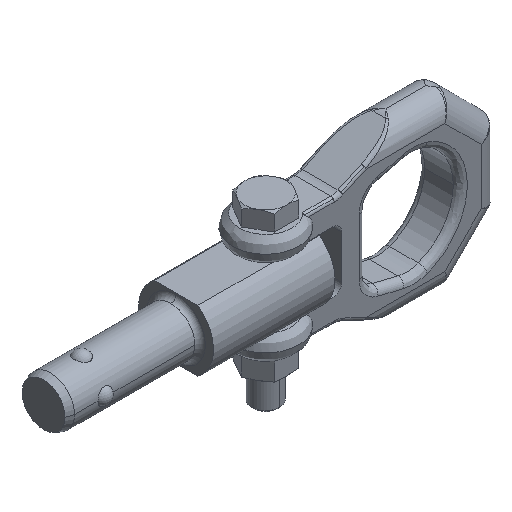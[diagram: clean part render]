
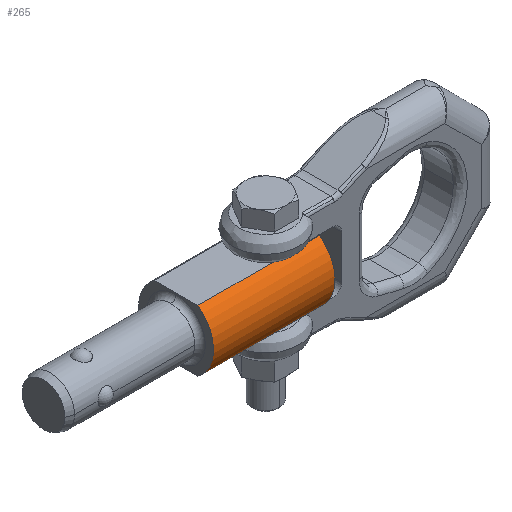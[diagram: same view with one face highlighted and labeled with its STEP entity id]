
A CAD part, isometric view. The second image highlights one B-rep face of the part: STEP entity #265.
In plain terms, the highlighted cylindrical face has radius 10.75 mm (diameter 21.5 mm), a partial arc.
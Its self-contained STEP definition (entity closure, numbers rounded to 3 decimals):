
#265=ADVANCED_FACE('',(#638),#639,.T.);
#638=FACE_OUTER_BOUND('',#1592,.T.);
#639=CYLINDRICAL_SURFACE('',#1593,10.75);
#1592=EDGE_LOOP('',(#3345,#3346,#3347,#3348));
#1593=AXIS2_PLACEMENT_3D('',#3349,#3350,#3351);
#3345=ORIENTED_EDGE('',*,*,#4392,.T.);
#3346=ORIENTED_EDGE('',*,*,#4511,.T.);
#3347=ORIENTED_EDGE('',*,*,#4512,.T.);
#3348=ORIENTED_EDGE('',*,*,#4513,.T.);
#3349=CARTESIAN_POINT('',(17.425,0.,0.));
#3350=DIRECTION('',(1.0,0.0,0.0));
#3351=DIRECTION('',(0.0,0.0,-1.0));
#4392=EDGE_CURVE('',#4988,#4994,#4996,.T.);
#4511=EDGE_CURVE('',#4994,#5181,#5182,.T.);
#4512=EDGE_CURVE('',#5181,#5183,#5184,.T.);
#4513=EDGE_CURVE('',#5183,#4988,#5185,.T.);
#4988=VERTEX_POINT('',#6145);
#4994=VERTEX_POINT('',#6154);
#4996=LINE('',#6157,#6158);
#5181=VERTEX_POINT('',#6784);
#5182=CIRCLE('',#6785,10.75);
#5183=VERTEX_POINT('',#6786);
#5184=LINE('',#6787,#6788);
#5185=CIRCLE('',#6789,10.75);
#6145=CARTESIAN_POINT('',(0.,-6.245,-8.75));
#6154=CARTESIAN_POINT('',(34.85,-6.245,-8.75));
#6157=CARTESIAN_POINT('',(17.425,-6.245,-8.75));
#6158=VECTOR('',#8087,1000.0);
#6784=CARTESIAN_POINT('',(34.85,-6.245,8.75));
#6785=AXIS2_PLACEMENT_3D('',#8225,#8226,#8227);
#6786=CARTESIAN_POINT('',(0.,-6.245,8.75));
#6787=CARTESIAN_POINT('',(17.425,-6.245,8.75));
#6788=VECTOR('',#8228,1000.0);
#6789=AXIS2_PLACEMENT_3D('',#8229,#8230,#8231);
#8087=DIRECTION('',(1.0,0.0,0.0));
#8225=CARTESIAN_POINT('',(34.85,0.,0.));
#8226=DIRECTION('',(-1.0,0.0,0.0));
#8227=DIRECTION('',(0.0,0.0,-1.0));
#8228=DIRECTION('',(-1.0,0.0,0.0));
#8229=CARTESIAN_POINT('',(0.,0.,0.));
#8230=DIRECTION('',(1.0,0.0,0.0));
#8231=DIRECTION('',(0.0,0.0,-1.0));
